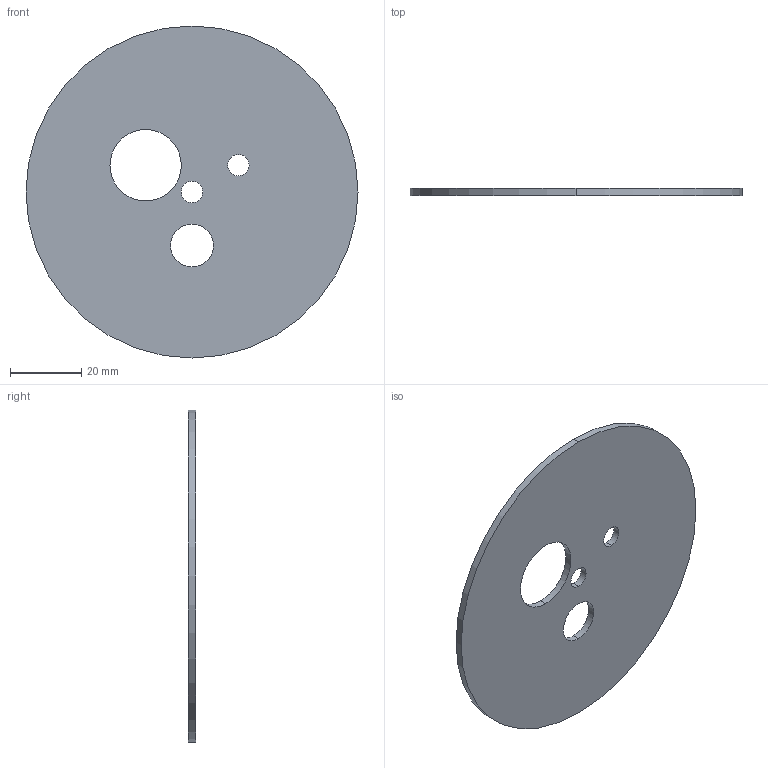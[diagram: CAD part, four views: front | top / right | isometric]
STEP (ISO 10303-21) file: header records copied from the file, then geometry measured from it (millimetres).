
FILE_DESCRIPTION (( 'STEP AP214' ), '1' );
FILE_NAME ('Sensor loading mount.STEP', '2023-10-23T16:24:42', ( 'PC' ), ( '' ), 'SwSTEP 2.0', 'SolidWorks 2022', '' );
FILE_SCHEMA (( 'AUTOMOTIVE_DESIGN' ));
Length unit declared in the file: millimetre
Products named in the file (1): Sensor loading mount
Bounding box: 93 x 2 x 93 mm (x, y, z)
Volume: 12618.2 mm3; surface area: 13479 mm2
Topology: 1 solids, 1 shells, 12 faces, 30 edges, 20 vertices
Faces by surface type: cylinder 10, plane 2
Entity records: 424 total; most frequent: DIRECTION 76, CARTESIAN_POINT 63, ORIENTED_EDGE 60, AXIS2_PLACEMENT_3D 33, EDGE_CURVE 30, VERTEX_POINT 20, CIRCLE 20, EDGE_LOOP 20
